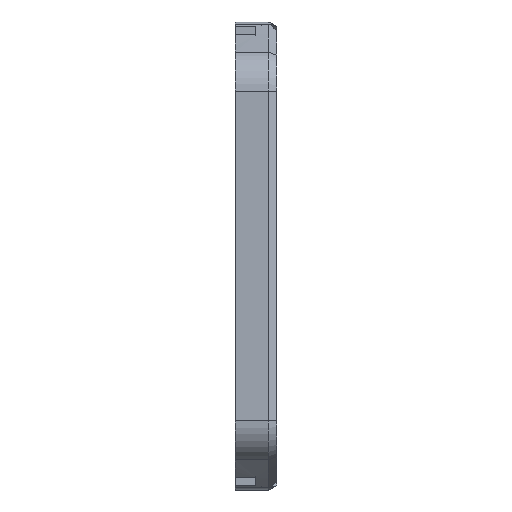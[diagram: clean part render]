
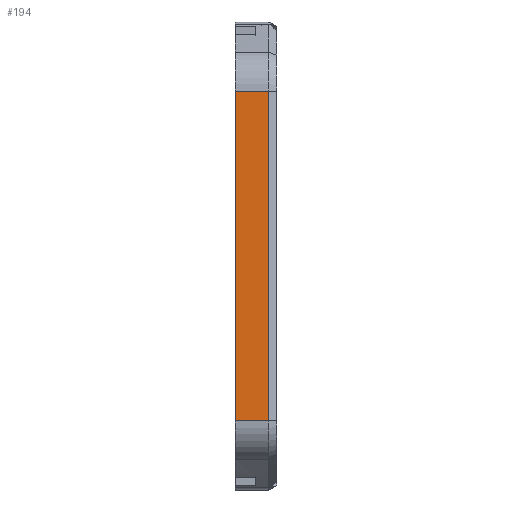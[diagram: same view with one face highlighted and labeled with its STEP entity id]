
A CAD part, left-side view. The second image highlights one B-rep face of the part: STEP entity #194.
In plain terms, the highlighted planar face has unit normal (-1, 0, 0).
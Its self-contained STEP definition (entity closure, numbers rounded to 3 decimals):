
#41 = ORIENTED_EDGE ( 'NONE', *, *, #1441, .T. ) ;
#54 = LINE ( 'NONE', #4151, #4193 ) ;
#194 = ADVANCED_FACE ( 'NONE', ( #2874 ), #9599, .F. ) ;
#551 = LINE ( 'NONE', #2867, #9121 ) ;
#554 = CARTESIAN_POINT ( 'NONE',  ( -2.2, 8., 6. ) ) ;
#1028 = CARTESIAN_POINT ( 'NONE',  ( -2.2, 8., 6. ) ) ;
#1441 = EDGE_CURVE ( 'NONE', #8713, #7707, #551, .T. ) ;
#1578 = LINE ( 'NONE', #554, #10397 ) ;
#1587 = ORIENTED_EDGE ( 'NONE', *, *, #7926, .F. ) ;
#1773 = CARTESIAN_POINT ( 'NONE',  ( -2.2, 1.648, 6. ) ) ;
#2867 = CARTESIAN_POINT ( 'NONE',  ( -2.2, 8., 6. ) ) ;
#2874 = FACE_OUTER_BOUND ( 'NONE', #3134, .T. ) ;
#3134 = EDGE_LOOP ( 'NONE', ( #41, #6284, #1587, #9505 ) ) ;
#3793 = CARTESIAN_POINT ( 'NONE',  ( -2.2, 8., 68.8 ) ) ;
#4151 = CARTESIAN_POINT ( 'NONE',  ( -2.2, 1.648, 6. ) ) ;
#4193 = VECTOR ( 'NONE', #11038, 1000. ) ;
#4360 = AXIS2_PLACEMENT_3D ( 'NONE', #1028, #6991, #5278 ) ;
#4476 = EDGE_CURVE ( 'NONE', #8713, #6772, #1578, .T. ) ;
#4924 = DIRECTION ( 'NONE',  ( 0., 0., 1. ) ) ;
#5278 = DIRECTION ( 'NONE',  ( 0., 0., -1. ) ) ;
#6284 = ORIENTED_EDGE ( 'NONE', *, *, #10292, .T. ) ;
#6437 = DIRECTION ( 'NONE',  ( 0., -1., 0. ) ) ;
#6772 = VERTEX_POINT ( 'NONE', #7298 ) ;
#6991 = DIRECTION ( 'NONE',  ( 1., 0., 0. ) ) ;
#7104 = VERTEX_POINT ( 'NONE', #9169 ) ;
#7150 = VECTOR ( 'NONE', #6437, 1000. ) ;
#7298 = CARTESIAN_POINT ( 'NONE',  ( -2.2, 8., 68.8 ) ) ;
#7707 = VERTEX_POINT ( 'NONE', #1773 ) ;
#7926 = EDGE_CURVE ( 'NONE', #6772, #7104, #8512, .T. ) ;
#8056 = DIRECTION ( 'NONE',  ( 0., -1., 0. ) ) ;
#8512 = LINE ( 'NONE', #3793, #7150 ) ;
#8713 = VERTEX_POINT ( 'NONE', #10414 ) ;
#9121 = VECTOR ( 'NONE', #8056, 1000. ) ;
#9169 = CARTESIAN_POINT ( 'NONE',  ( -2.2, 1.648, 68.8 ) ) ;
#9505 = ORIENTED_EDGE ( 'NONE', *, *, #4476, .F. ) ;
#9599 = PLANE ( 'NONE',  #4360 ) ;
#10292 = EDGE_CURVE ( 'NONE', #7707, #7104, #54, .T. ) ;
#10397 = VECTOR ( 'NONE', #4924, 1000. ) ;
#10414 = CARTESIAN_POINT ( 'NONE',  ( -2.2, 8., 6. ) ) ;
#11038 = DIRECTION ( 'NONE',  ( 0., 0., 1. ) ) ;
